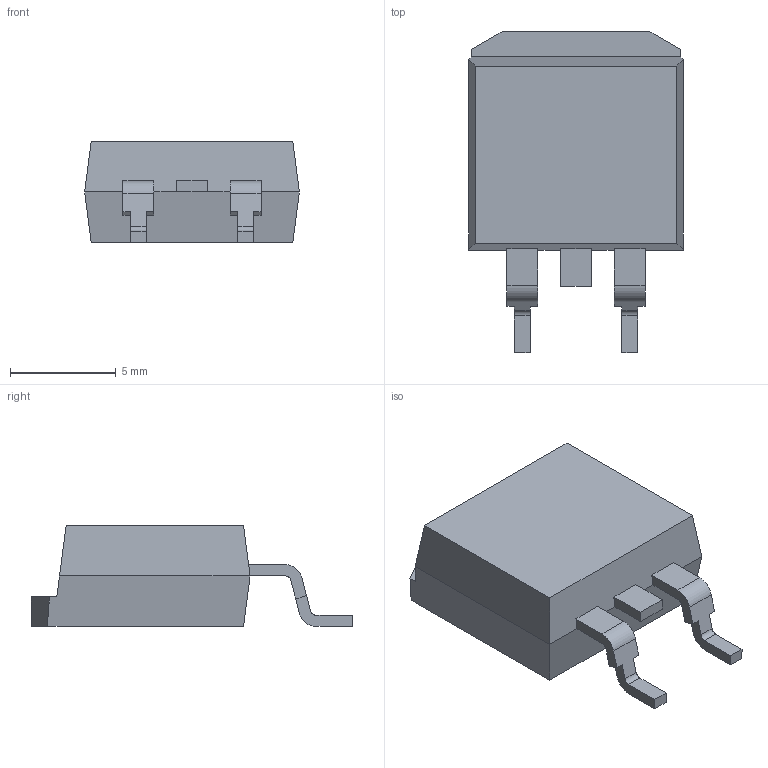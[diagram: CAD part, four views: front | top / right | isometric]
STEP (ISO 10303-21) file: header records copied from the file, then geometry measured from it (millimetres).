
FILE_DESCRIPTION(/* description */ (''),/* implementation_level */ '2;1');
FILE_NAME(/* name */ 'TO-263.step',/* time_stamp */ '2019-10-17T15:16:27-05:00',/* author */ (''),/* organization */ (''),/* preprocessor_version */ 'ST-DEVELOPER v18',/* originating_system */ 'Autodesk Translation Framework v8.6.0.1094',/* authorisation */ '');
FILE_SCHEMA (('AUTOMOTIVE_DESIGN { 1 0 10303 214 3 1 1 }'));
Length unit declared in the file: millimetre
Products named in the file (1): TO-263
Bounding box: 10.16 x 15.21 x 4.77 mm (x, y, z)
Volume: 438.8 mm3; surface area: 416.4 mm2
Topology: 1 solids, 1 shells, 53 faces, 153 edges, 102 vertices
Faces by surface type: plane 45, cylinder 8
Entity records: 1787 total; most frequent: CARTESIAN_POINT 309, ORIENTED_EDGE 306, DIRECTION 277, EDGE_CURVE 153, LINE 137, VECTOR 137, VERTEX_POINT 102, AXIS2_PLACEMENT_3D 70
